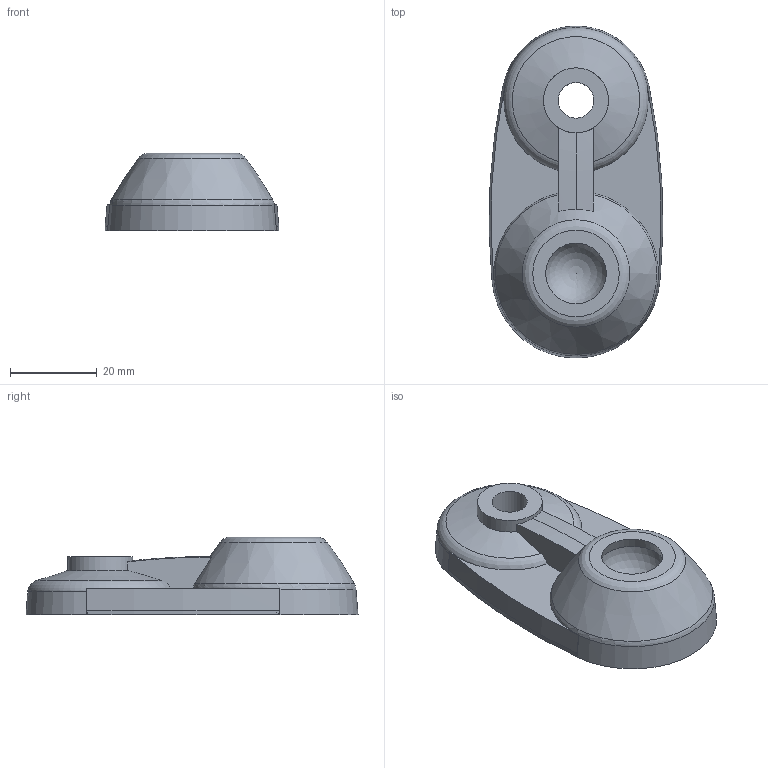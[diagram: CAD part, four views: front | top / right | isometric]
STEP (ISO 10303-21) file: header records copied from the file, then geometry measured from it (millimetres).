
FILE_DESCRIPTION(/* description */ ('Teller 40 mit Ausleger'),/* implementation_level */ '2;1');
FILE_NAME(/* name */ '403538681 Teller 40 mit Ausleger.stp',/* time_stamp */ '2020-08-28T09:59:13+02:00',/* author */ ('wheldmann'),/* organization */ (''),/* preprocessor_version */ 'ST-DEVELOPER v17.2',/* originating_system */ 'Autodesk Inventor 2019',/* authorisation */ ' ');
FILE_SCHEMA (('AUTOMOTIVE_DESIGN { 1 0 10303 214 3 1 1 }'));
Length unit declared in the file: millimetre
Products named in the file (1): 403538681
Bounding box: 40.13 x 76.7 x 18 mm (x, y, z)
Volume: 18408.6 mm3; surface area: 9756.5 mm2
Topology: 1 solids, 1 shells, 51 faces, 133 edges, 88 vertices
Faces by surface type: plane 22, cylinder 14, cone 8, torus 3, bspline 3, sphere 1
Full cylindrical faces by diameter (mm): 8.2 x1, 15 x3, 32 x1
Entity records: 1755 total; most frequent: CARTESIAN_POINT 434, DIRECTION 288, ORIENTED_EDGE 264, EDGE_CURVE 132, AXIS2_PLACEMENT_3D 127, VERTEX_POINT 88, CIRCLE 73, EDGE_LOOP 58
